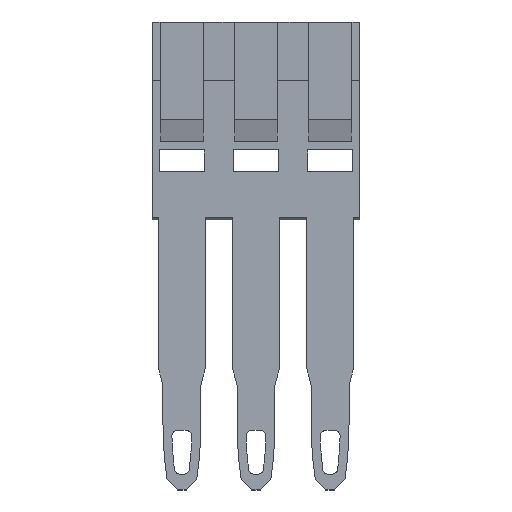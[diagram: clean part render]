
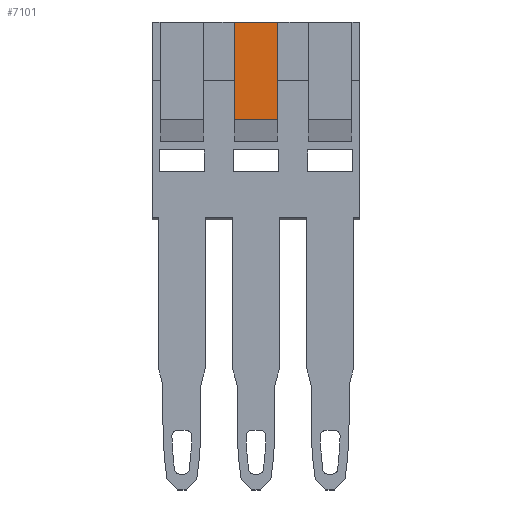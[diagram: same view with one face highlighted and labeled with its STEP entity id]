
A CAD part, top view. The second image highlights one B-rep face of the part: STEP entity #7101.
In plain terms, the highlighted face is planar.
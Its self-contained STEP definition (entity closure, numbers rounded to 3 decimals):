
#5797=DIRECTION('',(0.,1.,0.));
#5798=VECTOR('',#5797,6.707);
#5799=CARTESIAN_POINT('',(2.75,37.793,-5.9));
#5800=LINE('',#5799,#5798);
#5832=DIRECTION('',(0.,-1.,0.));
#5833=VECTOR('',#5832,6.707);
#5834=CARTESIAN_POINT('',(2.75,44.5,-8.9));
#5835=LINE('',#5834,#5833);
#5979=DIRECTION('',(0.,0.,1.));
#5980=VECTOR('',#5979,3.);
#5981=CARTESIAN_POINT('',(2.75,44.5,-8.9));
#5982=LINE('',#5981,#5980);
#5986=DIRECTION('',(0.,0.,1.));
#5987=VECTOR('',#5986,3.);
#5988=CARTESIAN_POINT('',(2.75,37.793,-8.9));
#5989=LINE('',#5988,#5987);
#6353=CARTESIAN_POINT('',(2.75,44.5,-5.9));
#6354=VERTEX_POINT('',#6353);
#6355=CARTESIAN_POINT('',(2.75,44.5,-8.9));
#6356=VERTEX_POINT('',#6355);
#6427=CARTESIAN_POINT('',(2.75,37.793,-8.9));
#6428=VERTEX_POINT('',#6427);
#6431=CARTESIAN_POINT('',(2.75,37.793,-5.9));
#6432=VERTEX_POINT('',#6431);
#7089=CARTESIAN_POINT('',(2.75,34.215,-9.95));
#7090=DIRECTION('',(-1.,0.,0.));
#7091=DIRECTION('',(0.,0.,1.));
#7092=AXIS2_PLACEMENT_3D('',#7089,#7090,#7091);
#7093=PLANE('',#7092);
#7095=ORIENTED_EDGE('',*,*,#7094,.F.);
#7096=ORIENTED_EDGE('',*,*,#6904,.F.);
#7097=ORIENTED_EDGE('',*,*,#6566,.T.);
#7098=ORIENTED_EDGE('',*,*,#6860,.F.);
#7099=EDGE_LOOP('',(#7095,#7096,#7097,#7098));
#7100=FACE_OUTER_BOUND('',#7099,.F.);
#6566=EDGE_CURVE('',#6356,#6354,#5982,.T.);
#6860=EDGE_CURVE('',#6432,#6354,#5800,.T.);
#6904=EDGE_CURVE('',#6356,#6428,#5835,.T.);
#7094=EDGE_CURVE('',#6428,#6432,#5989,.T.);
#7101=ADVANCED_FACE('',(#7100),#7093,.T.);
